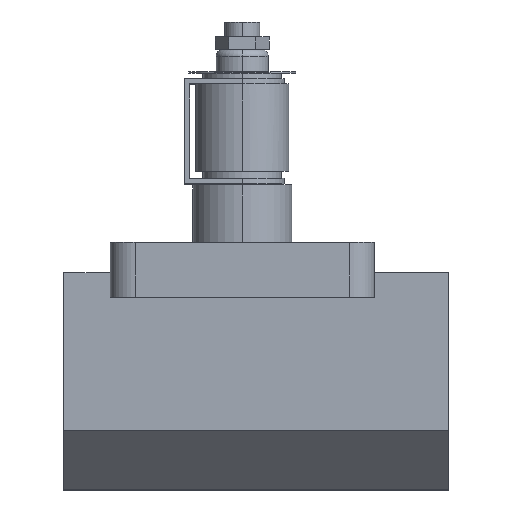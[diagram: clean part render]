
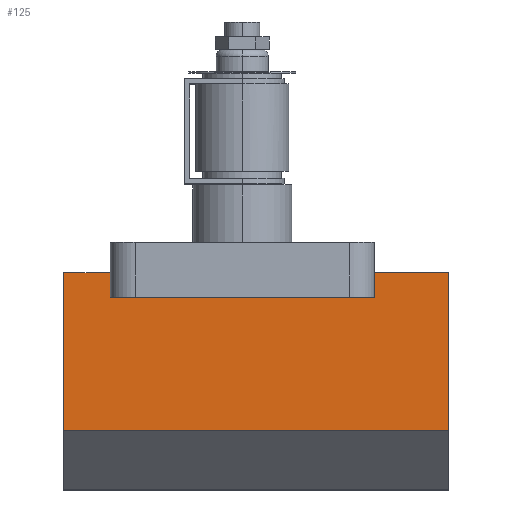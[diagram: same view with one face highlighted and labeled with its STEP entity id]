
A CAD part, top view. The second image highlights one B-rep face of the part: STEP entity #125.
In plain terms, the highlighted planar face has unit normal (0, 0, 1).
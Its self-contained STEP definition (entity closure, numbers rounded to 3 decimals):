
#37 = CARTESIAN_POINT ( 'NONE',  ( 75., -24.8, 37. ) ) ;
#79 = DIRECTION ( 'NONE',  ( 1., 0., 0. ) ) ;
#97 = FACE_OUTER_BOUND ( 'NONE', #1276, .T. ) ;
#116 = EDGE_CURVE ( 'NONE', #2240, #1069, #362, .T. ) ;
#125 = ADVANCED_FACE ( 'NONE', ( #97 ), #1675, .F. ) ;
#151 = CARTESIAN_POINT ( 'NONE',  ( 75., -24.8, 37. ) ) ;
#200 = EDGE_CURVE ( 'NONE', #1135, #440, #263, .T. ) ;
#263 = LINE ( 'NONE', #788, #934 ) ;
#292 = LINE ( 'NONE', #1886, #357 ) ;
#302 = AXIS2_PLACEMENT_3D ( 'NONE', #1877, #960, #436 ) ;
#304 = ORIENTED_EDGE ( 'NONE', *, *, #1000, .T. ) ;
#357 = VECTOR ( 'NONE', #1178, 1000. ) ;
#362 = LINE ( 'NONE', #2156, #1539 ) ;
#405 = CARTESIAN_POINT ( 'NONE',  ( 48., -33.8, 37. ) ) ;
#436 = DIRECTION ( 'NONE',  ( 0., 1., 0. ) ) ;
#440 = VERTEX_POINT ( 'NONE', #903 ) ;
#452 = VECTOR ( 'NONE', #889, 1000. ) ;
#510 = VERTEX_POINT ( 'NONE', #1973 ) ;
#545 = DIRECTION ( 'NONE',  ( 0., 1., 0. ) ) ;
#578 = DIRECTION ( 'NONE',  ( 0., -1., 0. ) ) ;
#623 = EDGE_CURVE ( 'NONE', #1135, #1076, #1471, .T. ) ;
#630 = LINE ( 'NONE', #2050, #2083 ) ;
#788 = CARTESIAN_POINT ( 'NONE',  ( -48., -33.8, 37. ) ) ;
#818 = CARTESIAN_POINT ( 'NONE',  ( 48., -24.8, 37. ) ) ;
#889 = DIRECTION ( 'NONE',  ( 0., -1., 0. ) ) ;
#903 = CARTESIAN_POINT ( 'NONE',  ( -48., -33.8, 37. ) ) ;
#911 = LINE ( 'NONE', #37, #452 ) ;
#919 = CARTESIAN_POINT ( 'NONE',  ( 75., -24.8, 37. ) ) ;
#934 = VECTOR ( 'NONE', #578, 1000. ) ;
#940 = ORIENTED_EDGE ( 'NONE', *, *, #1318, .F. ) ;
#959 = ORIENTED_EDGE ( 'NONE', *, *, #1345, .T. ) ;
#960 = DIRECTION ( 'NONE',  ( 0., 0., -1. ) ) ;
#991 = LINE ( 'NONE', #1696, #1977 ) ;
#996 = EDGE_CURVE ( 'NONE', #1786, #510, #630, .T. ) ;
#1000 = EDGE_CURVE ( 'NONE', #1076, #510, #292, .T. ) ;
#1024 = ORIENTED_EDGE ( 'NONE', *, *, #996, .F. ) ;
#1035 = ORIENTED_EDGE ( 'NONE', *, *, #1046, .F. ) ;
#1046 = EDGE_CURVE ( 'NONE', #440, #2240, #991, .T. ) ;
#1069 = VERTEX_POINT ( 'NONE', #818 ) ;
#1076 = VERTEX_POINT ( 'NONE', #2255 ) ;
#1099 = LINE ( 'NONE', #919, #2072 ) ;
#1135 = VERTEX_POINT ( 'NONE', #1730 ) ;
#1156 = DIRECTION ( 'NONE',  ( -1., 0., 0. ) ) ;
#1178 = DIRECTION ( 'NONE',  ( 0., -1., 0. ) ) ;
#1276 = EDGE_LOOP ( 'NONE', ( #1311, #1726, #304, #1024, #940, #959, #1737, #1035 ) ) ;
#1311 = ORIENTED_EDGE ( 'NONE', *, *, #200, .F. ) ;
#1318 = EDGE_CURVE ( 'NONE', #1582, #1786, #911, .T. ) ;
#1345 = EDGE_CURVE ( 'NONE', #1582, #1069, #1099, .T. ) ;
#1455 = DIRECTION ( 'NONE',  ( -1., 0., 0. ) ) ;
#1471 = LINE ( 'NONE', #1503, #1796 ) ;
#1503 = CARTESIAN_POINT ( 'NONE',  ( 75., -24.8, 37. ) ) ;
#1539 = VECTOR ( 'NONE', #545, 1000. ) ;
#1582 = VERTEX_POINT ( 'NONE', #151 ) ;
#1675 = PLANE ( 'NONE',  #302 ) ;
#1696 = CARTESIAN_POINT ( 'NONE',  ( 48., -33.8, 37. ) ) ;
#1723 = CARTESIAN_POINT ( 'NONE',  ( 75., -82.3, 37. ) ) ;
#1726 = ORIENTED_EDGE ( 'NONE', *, *, #623, .T. ) ;
#1730 = CARTESIAN_POINT ( 'NONE',  ( -48., -24.8, 37. ) ) ;
#1737 = ORIENTED_EDGE ( 'NONE', *, *, #116, .F. ) ;
#1786 = VERTEX_POINT ( 'NONE', #1723 ) ;
#1796 = VECTOR ( 'NONE', #2211, 1000. ) ;
#1877 = CARTESIAN_POINT ( 'NONE',  ( 75., -24.8, 37. ) ) ;
#1886 = CARTESIAN_POINT ( 'NONE',  ( -65., -24.8, 37. ) ) ;
#1973 = CARTESIAN_POINT ( 'NONE',  ( -65., -82.3, 37. ) ) ;
#1977 = VECTOR ( 'NONE', #79, 1000. ) ;
#2050 = CARTESIAN_POINT ( 'NONE',  ( 75., -82.3, 37. ) ) ;
#2072 = VECTOR ( 'NONE', #1455, 1000. ) ;
#2083 = VECTOR ( 'NONE', #1156, 1000. ) ;
#2156 = CARTESIAN_POINT ( 'NONE',  ( 48., -33.8, 37. ) ) ;
#2211 = DIRECTION ( 'NONE',  ( -1., 0., 0. ) ) ;
#2240 = VERTEX_POINT ( 'NONE', #405 ) ;
#2255 = CARTESIAN_POINT ( 'NONE',  ( -65., -24.8, 37. ) ) ;
